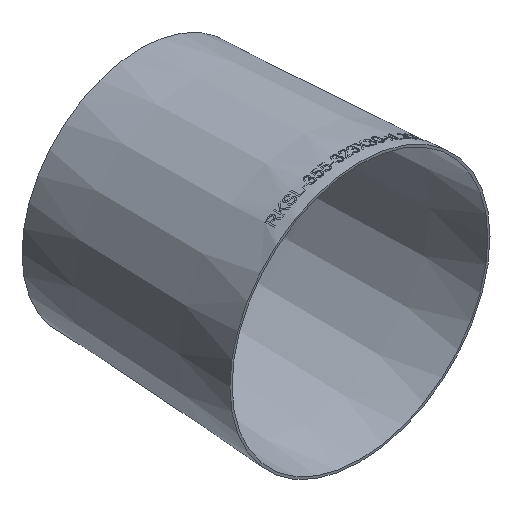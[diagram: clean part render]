
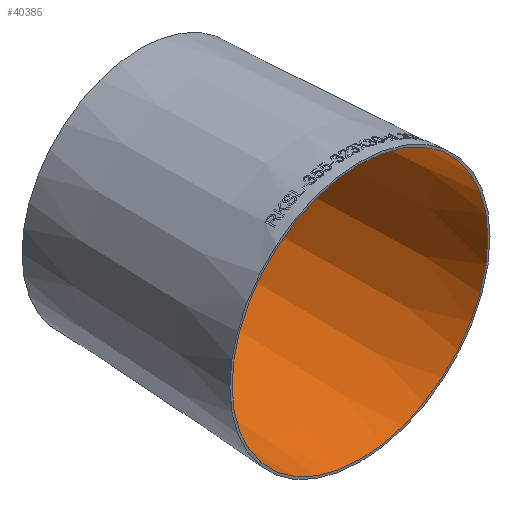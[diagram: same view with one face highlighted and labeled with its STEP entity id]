
A CAD part, isometric view. The second image highlights one B-rep face of the part: STEP entity #40385.
In plain terms, the highlighted conical face has half-angle 3.024 degrees and reference radius 174.796 mm.
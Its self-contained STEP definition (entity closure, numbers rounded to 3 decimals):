
#3013 = CARTESIAN_POINT ( 'NONE',  ( 0., 300., -158.946 ) ) ;
#4335 = FACE_BOUND ( 'NONE', #28085, .T. ) ;
#16227 = DIRECTION ( 'NONE',  ( 0., -1., 0. ) ) ;
#17298 = CIRCLE ( 'NONE', #32146, 158.946 ) ;
#21050 = DIRECTION ( 'NONE',  ( 0., -1., 0. ) ) ;
#21235 = AXIS2_PLACEMENT_3D ( 'NONE', #32522, #28801, #23244 ) ;
#21360 = CARTESIAN_POINT ( 'NONE',  ( 0., 0., 0. ) ) ;
#21948 = EDGE_CURVE ( 'NONE', #50047, #50047, #38334, .T. ) ;
#23244 = DIRECTION ( 'NONE',  ( 0., 0., -1. ) ) ;
#28085 = EDGE_LOOP ( 'NONE', ( #38415 ) ) ;
#28242 = EDGE_CURVE ( 'NONE', #34930, #34930, #17298, .T. ) ;
#28801 = DIRECTION ( 'NONE',  ( 0., -1., 0. ) ) ;
#29730 = DIRECTION ( 'NONE',  ( 0., 0., -1. ) ) ;
#32146 = AXIS2_PLACEMENT_3D ( 'NONE', #44698, #16227, #58665 ) ;
#32522 = CARTESIAN_POINT ( 'NONE',  ( 0., 0., 0. ) ) ;
#34704 = ORIENTED_EDGE ( 'NONE', *, *, #21948, .T. ) ;
#34930 = VERTEX_POINT ( 'NONE', #3013 ) ;
#38334 = CIRCLE ( 'NONE', #46296, 174.796 ) ;
#38415 = ORIENTED_EDGE ( 'NONE', *, *, #28242, .F. ) ;
#40385 = ADVANCED_FACE ( 'NONE', ( #4335, #46759 ), #47915, .F. ) ;
#44698 = CARTESIAN_POINT ( 'NONE',  ( 0., 300., 0. ) ) ;
#46296 = AXIS2_PLACEMENT_3D ( 'NONE', #21360, #21050, #29730 ) ;
#46759 = FACE_OUTER_BOUND ( 'NONE', #47411, .T. ) ;
#47411 = EDGE_LOOP ( 'NONE', ( #34704 ) ) ;
#47915 = CONICAL_SURFACE ( 'NONE', #21235, 174.796, 0.053 ) ;
#49757 = CARTESIAN_POINT ( 'NONE',  ( 0., 0., -174.796 ) ) ;
#50047 = VERTEX_POINT ( 'NONE', #49757 ) ;
#58665 = DIRECTION ( 'NONE',  ( 0., 0., -1. ) ) ;
